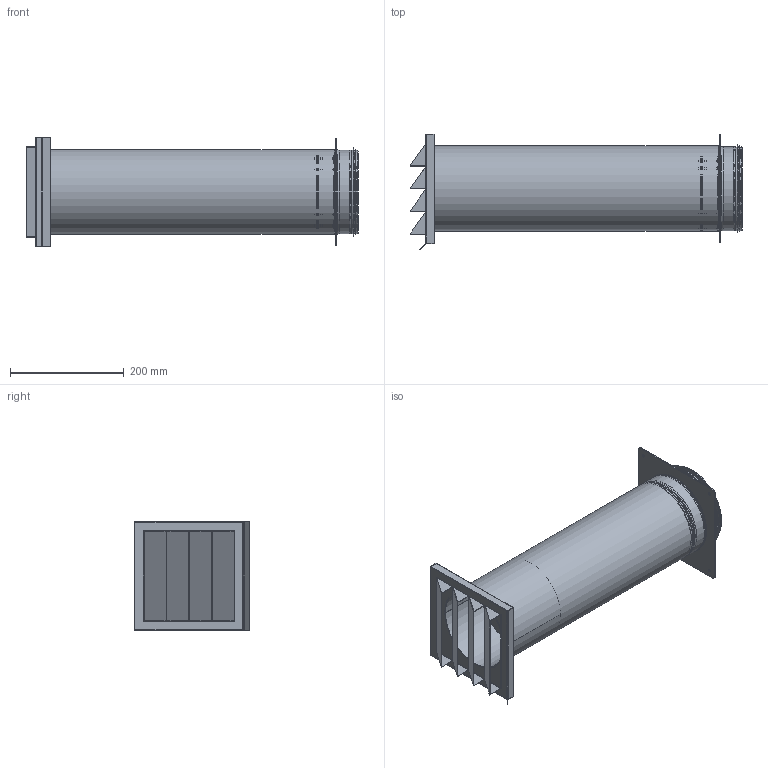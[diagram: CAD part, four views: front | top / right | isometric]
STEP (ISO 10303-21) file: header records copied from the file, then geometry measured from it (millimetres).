
FILE_DESCRIPTION(('STEP AP203'),'1');
FILE_NAME('V 4061030 SF-Klima E 150 Mauerkasten.STP','2019-11-15T11:10:46',(' '),(' '),'Spatial InterOp 3D',' ',' ');
FILE_SCHEMA(('CONFIG_CONTROL_DESIGN'));
Length unit declared in the file: millimetre
Products named in the file (1): 1
Bounding box: 584.92 x 203.01 x 191.6 mm (x, y, z)
Volume: 364147 mm3; surface area: 914931.6 mm2
Topology: 7 solids, 9 shells, 230 faces, 564 edges, 362 vertices
Faces by surface type: plane 99, cylinder 97, torus 22, cone 12
Full cylindrical faces by diameter (mm): 144.1 x2, 145.3 x4, 146.1 x4, 147.3 x8, 148 x4, 151.3 x1, 155.3 x1
Entity records: 6560 total; most frequent: CARTESIAN_POINT 1157, DIRECTION 1154, ORIENTED_EDGE 992, EDGE_CURVE 496, AXIS2_PLACEMENT_3D 429, VERTEX_POINT 352, EDGE_LOOP 326, LINE 296
